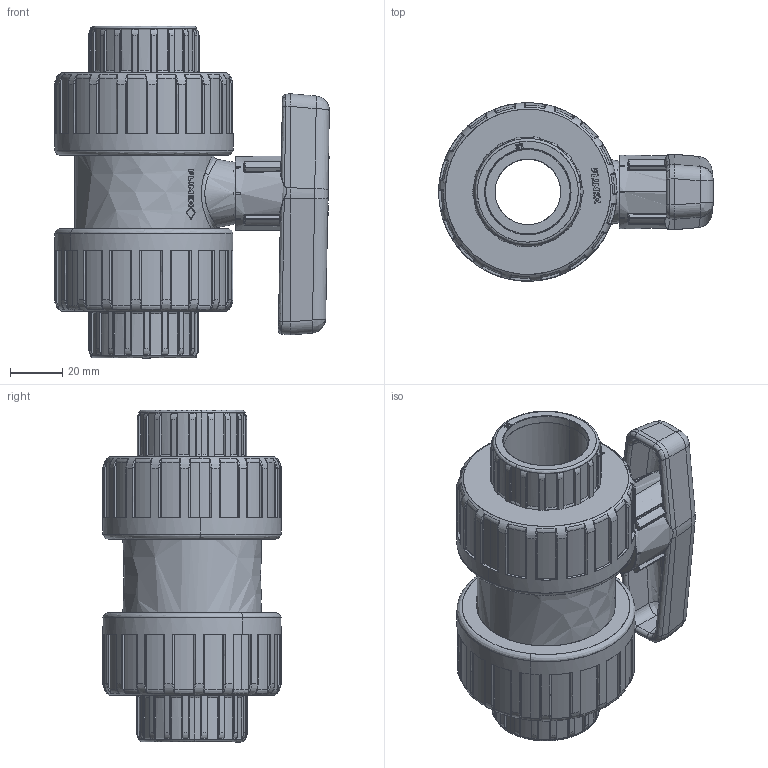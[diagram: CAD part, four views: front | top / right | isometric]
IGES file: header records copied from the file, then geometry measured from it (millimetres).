
Start section: SolidWorks IGES file using NURBS representation for surfaces
Global section: file name: 01611077032.IGS; native system: SolidWorks 2021; preprocessor: SolidWorks 2021; author: DMorais; date: 220322.112207; units: millimetre
Bounding box: 104.73 x 68 x 126.61 mm (x, y, z)
Surface area: 54085.9 mm2 (no closed solid volume)
Topology: 0 solids, 0 shells, 1634 faces, 15886 edges, 15857 vertices
Faces by surface type: bspline 1634
